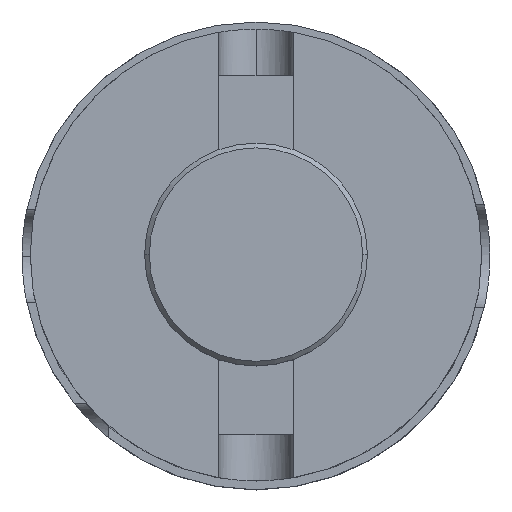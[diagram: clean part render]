
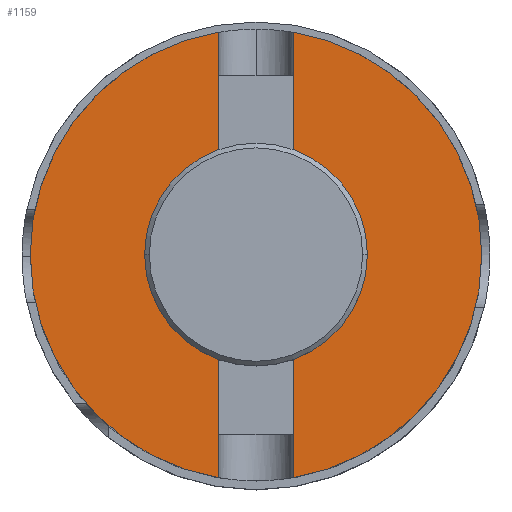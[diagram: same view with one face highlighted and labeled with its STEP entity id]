
A CAD part, top view. The second image highlights one B-rep face of the part: STEP entity #1159.
In plain terms, the highlighted planar face has unit normal (0, 0, 1).
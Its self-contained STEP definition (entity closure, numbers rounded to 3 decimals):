
#2 = ORIENTED_EDGE ( 'NONE', *, *, #5, .T. ) ;
#5 = EDGE_CURVE ( 'NONE', #2252, #175, #425, .T. ) ;
#21 = CARTESIAN_POINT ( 'NONE',  ( 0., 0., 152.4 ) ) ;
#40 = ORIENTED_EDGE ( 'NONE', *, *, #97, .F. ) ;
#84 = VERTEX_POINT ( 'NONE', #1413 ) ;
#97 = EDGE_CURVE ( 'NONE', #363, #84, #681, .T. ) ;
#118 = ORIENTED_EDGE ( 'NONE', *, *, #686, .F. ) ;
#175 = VERTEX_POINT ( 'NONE', #1374 ) ;
#201 = ORIENTED_EDGE ( 'NONE', *, *, #3167, .T. ) ;
#238 = DIRECTION ( 'NONE',  ( 0., 1., 0. ) ) ;
#246 = DIRECTION ( 'NONE',  ( 0., -1., 0. ) ) ;
#263 = AXIS2_PLACEMENT_3D ( 'NONE', #2582, #410, #2156 ) ;
#306 = DIRECTION ( 'NONE',  ( 0., 1., 0. ) ) ;
#316 = DIRECTION ( 'NONE',  ( 0., 0., -1. ) ) ;
#323 = CARTESIAN_POINT ( 'NONE',  ( 7.938, 22.5, 152.4 ) ) ;
#363 = VERTEX_POINT ( 'NONE', #2347 ) ;
#366 = LINE ( 'NONE', #323, #1998 ) ;
#410 = DIRECTION ( 'NONE',  ( 0., 0., -1. ) ) ;
#423 = DIRECTION ( 'NONE',  ( 0., -1., 0. ) ) ;
#425 = LINE ( 'NONE', #3023, #2184 ) ;
#450 = CIRCLE ( 'NONE', #263, 19.05 ) ;
#475 = EDGE_CURVE ( 'NONE', #2975, #2833, #828, .T. ) ;
#510 = CARTESIAN_POINT ( 'NONE',  ( -7.937, -22.5, 152.4 ) ) ;
#538 = CARTESIAN_POINT ( 'NONE',  ( -7.937, 48.26, 152.4 ) ) ;
#581 = CARTESIAN_POINT ( 'NONE',  ( 48.26, 0., 152.4 ) ) ;
#594 = EDGE_CURVE ( 'NONE', #2881, #879, #2779, .T. ) ;
#624 = CARTESIAN_POINT ( 'NONE',  ( -7.937, 48.26, 152.4 ) ) ;
#681 = CIRCLE ( 'NONE', #3018, 48.26 ) ;
#682 = VERTEX_POINT ( 'NONE', #1861 ) ;
#686 = EDGE_CURVE ( 'NONE', #1549, #363, #1417, .T. ) ;
#706 = CARTESIAN_POINT ( 'NONE',  ( -19.05, 0., 152.4 ) ) ;
#725 = ORIENTED_EDGE ( 'NONE', *, *, #3191, .T. ) ;
#733 = DIRECTION ( 'NONE',  ( 0., 1., 0. ) ) ;
#766 = LINE ( 'NONE', #2761, #2173 ) ;
#783 = EDGE_LOOP ( 'NONE', ( #3318, #2, #1367, #2474, #2299, #2924, #3228, #2667, #2373, #3110, #201, #1567, #40, #118 ) ) ;
#790 = EDGE_CURVE ( 'NONE', #682, #175, #3168, .T. ) ;
#802 = CARTESIAN_POINT ( 'NONE',  ( 0., 0., 152.4 ) ) ;
#828 = LINE ( 'NONE', #2383, #3094 ) ;
#856 = VECTOR ( 'NONE', #2019, 1000. ) ;
#879 = VERTEX_POINT ( 'NONE', #581 ) ;
#975 = VERTEX_POINT ( 'NONE', #3011 ) ;
#999 = VECTOR ( 'NONE', #423, 1000. ) ;
#1033 = EDGE_CURVE ( 'NONE', #975, #1393, #2827, .T. ) ;
#1049 = DIRECTION ( 'NONE',  ( 0., 0., -1. ) ) ;
#1106 = CARTESIAN_POINT ( 'NONE',  ( -7.937, -38.375, 152.4 ) ) ;
#1159 = ADVANCED_FACE ( 'NONE', ( #1412, #1226 ), #2951, .T. ) ;
#1183 = EDGE_CURVE ( 'NONE', #2252, #1549, #2006, .T. ) ;
#1192 = DIRECTION ( 'NONE',  ( 0., 0., -1. ) ) ;
#1194 = VERTEX_POINT ( 'NONE', #2653 ) ;
#1206 = DIRECTION ( 'NONE',  ( -1., 0., 0. ) ) ;
#1226 = FACE_BOUND ( 'NONE', #1898, .T. ) ;
#1292 = CARTESIAN_POINT ( 'NONE',  ( -7.937, 48.26, 152.4 ) ) ;
#1300 = DIRECTION ( 'NONE',  ( 0., 0., 1. ) ) ;
#1314 = VECTOR ( 'NONE', #733, 1000. ) ;
#1348 = CARTESIAN_POINT ( 'NONE',  ( 0., 0., 152.4 ) ) ;
#1367 = ORIENTED_EDGE ( 'NONE', *, *, #790, .F. ) ;
#1374 = CARTESIAN_POINT ( 'NONE',  ( 7.938, -22.5, 152.4 ) ) ;
#1393 = VERTEX_POINT ( 'NONE', #2512 ) ;
#1412 = FACE_OUTER_BOUND ( 'NONE', #783, .T. ) ;
#1413 = CARTESIAN_POINT ( 'NONE',  ( -48.26, 0., 152.4 ) ) ;
#1417 = LINE ( 'NONE', #538, #2519 ) ;
#1493 = EDGE_CURVE ( 'NONE', #1620, #682, #766, .T. ) ;
#1496 = DIRECTION ( 'NONE',  ( 0., 0., -1. ) ) ;
#1513 = CARTESIAN_POINT ( 'NONE',  ( 0., 0., 152.4 ) ) ;
#1536 = AXIS2_PLACEMENT_3D ( 'NONE', #1348, #1049, #3553 ) ;
#1548 = CARTESIAN_POINT ( 'NONE',  ( 0., 48.26, 152.4 ) ) ;
#1549 = VERTEX_POINT ( 'NONE', #1106 ) ;
#1567 = ORIENTED_EDGE ( 'NONE', *, *, #1708, .F. ) ;
#1620 = VERTEX_POINT ( 'NONE', #1647 ) ;
#1647 = CARTESIAN_POINT ( 'NONE',  ( 7.938, -47.603, 152.4 ) ) ;
#1648 = CIRCLE ( 'NONE', #1738, 48.26 ) ;
#1708 = EDGE_CURVE ( 'NONE', #84, #1194, #2596, .T. ) ;
#1738 = AXIS2_PLACEMENT_3D ( 'NONE', #21, #316, #2294 ) ;
#1861 = CARTESIAN_POINT ( 'NONE',  ( 7.938, -38.375, 152.4 ) ) ;
#1898 = EDGE_LOOP ( 'NONE', ( #725, #3462 ) ) ;
#1920 = EDGE_CURVE ( 'NONE', #3426, #2161, #450, .T. ) ;
#1998 = VECTOR ( 'NONE', #3121, 1000. ) ;
#2006 = LINE ( 'NONE', #1292, #999 ) ;
#2019 = DIRECTION ( 'NONE',  ( 0., 1., 0. ) ) ;
#2156 = DIRECTION ( 'NONE',  ( -1., 0., 0. ) ) ;
#2161 = VERTEX_POINT ( 'NONE', #706 ) ;
#2173 = VECTOR ( 'NONE', #306, 1000. ) ;
#2184 = VECTOR ( 'NONE', #2988, 1000. ) ;
#2215 = DIRECTION ( 'NONE',  ( 0., -1., 0. ) ) ;
#2252 = VERTEX_POINT ( 'NONE', #510 ) ;
#2294 = DIRECTION ( 'NONE',  ( -1., 0., 0. ) ) ;
#2299 = ORIENTED_EDGE ( 'NONE', *, *, #2544, .F. ) ;
#2333 = LINE ( 'NONE', #624, #856 ) ;
#2346 = VECTOR ( 'NONE', #238, 1000. ) ;
#2347 = CARTESIAN_POINT ( 'NONE',  ( -7.937, -47.603, 152.4 ) ) ;
#2373 = ORIENTED_EDGE ( 'NONE', *, *, #2701, .F. ) ;
#2383 = CARTESIAN_POINT ( 'NONE',  ( 7.938, 48.26, 152.4 ) ) ;
#2411 = CARTESIAN_POINT ( 'NONE',  ( 7.938, 22.5, 152.4 ) ) ;
#2436 = VECTOR ( 'NONE', #246, 1000. ) ;
#2474 = ORIENTED_EDGE ( 'NONE', *, *, #1493, .F. ) ;
#2512 = CARTESIAN_POINT ( 'NONE',  ( -7.937, 38.375, 152.4 ) ) ;
#2519 = VECTOR ( 'NONE', #2215, 1000. ) ;
#2544 = EDGE_CURVE ( 'NONE', #879, #1620, #1648, .T. ) ;
#2582 = CARTESIAN_POINT ( 'NONE',  ( 0., 0., 152.4 ) ) ;
#2596 = CIRCLE ( 'NONE', #3112, 48.26 ) ;
#2653 = CARTESIAN_POINT ( 'NONE',  ( -7.937, 47.603, 152.4 ) ) ;
#2667 = ORIENTED_EDGE ( 'NONE', *, *, #475, .T. ) ;
#2668 = AXIS2_PLACEMENT_3D ( 'NONE', #3118, #1496, #3410 ) ;
#2701 = EDGE_CURVE ( 'NONE', #975, #2833, #366, .T. ) ;
#2726 = CARTESIAN_POINT ( 'NONE',  ( 7.938, 38.375, 152.4 ) ) ;
#2740 = CARTESIAN_POINT ( 'NONE',  ( 7.938, 48.26, 152.4 ) ) ;
#2761 = CARTESIAN_POINT ( 'NONE',  ( 7.938, 48.26, 152.4 ) ) ;
#2770 = DIRECTION ( 'NONE',  ( 0., 0., -1. ) ) ;
#2779 = CIRCLE ( 'NONE', #1536, 48.26 ) ;
#2827 = LINE ( 'NONE', #3543, #1314 ) ;
#2833 = VERTEX_POINT ( 'NONE', #2411 ) ;
#2881 = VERTEX_POINT ( 'NONE', #3288 ) ;
#2924 = ORIENTED_EDGE ( 'NONE', *, *, #594, .F. ) ;
#2951 = PLANE ( 'NONE',  #3372 ) ;
#2975 = VERTEX_POINT ( 'NONE', #2726 ) ;
#2988 = DIRECTION ( 'NONE',  ( 1., 0., 0. ) ) ;
#3011 = CARTESIAN_POINT ( 'NONE',  ( -7.937, 22.5, 152.4 ) ) ;
#3018 = AXIS2_PLACEMENT_3D ( 'NONE', #802, #2770, #3334 ) ;
#3023 = CARTESIAN_POINT ( 'NONE',  ( 7.938, -22.5, 152.4 ) ) ;
#3080 = CIRCLE ( 'NONE', #2668, 19.05 ) ;
#3094 = VECTOR ( 'NONE', #3522, 1000. ) ;
#3100 = LINE ( 'NONE', #3314, #2436 ) ;
#3110 = ORIENTED_EDGE ( 'NONE', *, *, #1033, .T. ) ;
#3112 = AXIS2_PLACEMENT_3D ( 'NONE', #1513, #1192, #1206 ) ;
#3118 = CARTESIAN_POINT ( 'NONE',  ( 0., 0., 152.4 ) ) ;
#3121 = DIRECTION ( 'NONE',  ( 1., 0., 0. ) ) ;
#3167 = EDGE_CURVE ( 'NONE', #1393, #1194, #2333, .T. ) ;
#3168 = LINE ( 'NONE', #2740, #2346 ) ;
#3191 = EDGE_CURVE ( 'NONE', #2161, #3426, #3080, .T. ) ;
#3228 = ORIENTED_EDGE ( 'NONE', *, *, #3636, .T. ) ;
#3248 = CARTESIAN_POINT ( 'NONE',  ( 19.05, 0., 152.4 ) ) ;
#3288 = CARTESIAN_POINT ( 'NONE',  ( 7.938, 47.603, 152.4 ) ) ;
#3314 = CARTESIAN_POINT ( 'NONE',  ( 7.938, 48.26, 152.4 ) ) ;
#3318 = ORIENTED_EDGE ( 'NONE', *, *, #1183, .F. ) ;
#3334 = DIRECTION ( 'NONE',  ( -1., 0., 0. ) ) ;
#3372 = AXIS2_PLACEMENT_3D ( 'NONE', #1548, #1300, #3480 ) ;
#3410 = DIRECTION ( 'NONE',  ( -1., 0., 0. ) ) ;
#3426 = VERTEX_POINT ( 'NONE', #3248 ) ;
#3462 = ORIENTED_EDGE ( 'NONE', *, *, #1920, .T. ) ;
#3480 = DIRECTION ( 'NONE',  ( 1., 0., 0. ) ) ;
#3522 = DIRECTION ( 'NONE',  ( 0., -1., 0. ) ) ;
#3543 = CARTESIAN_POINT ( 'NONE',  ( -7.937, 48.26, 152.4 ) ) ;
#3553 = DIRECTION ( 'NONE',  ( -1., 0., 0. ) ) ;
#3636 = EDGE_CURVE ( 'NONE', #2881, #2975, #3100, .T. ) ;
